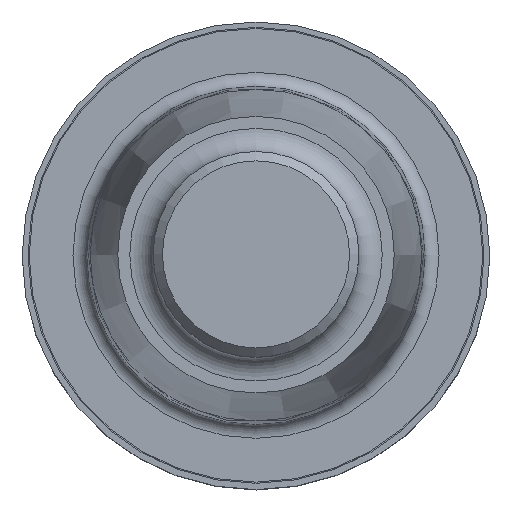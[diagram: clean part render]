
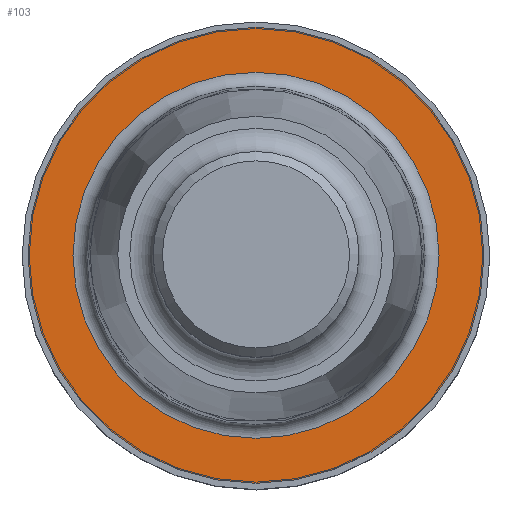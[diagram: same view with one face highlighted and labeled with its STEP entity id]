
A CAD part, top view. The second image highlights one B-rep face of the part: STEP entity #103.
In plain terms, the highlighted planar face has unit normal (0, 0, 1).
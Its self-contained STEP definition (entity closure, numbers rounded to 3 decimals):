
#66=PLANE('',#644);
#103=ADVANCED_FACE('',(#150,#151),#66,.F.);
#150=FACE_BOUND('',#187,.T.);
#151=FACE_BOUND('',#188,.T.);
#187=EDGE_LOOP('',(#235));
#188=EDGE_LOOP('',(#236));
#235=ORIENTED_EDGE('',*,*,#342,.F.);
#236=ORIENTED_EDGE('',*,*,#341,.T.);
#307=VERTEX_POINT('',#926);
#308=VERTEX_POINT('',#929);
#341=EDGE_CURVE('',#307,#307,#386,.T.);
#342=EDGE_CURVE('',#308,#308,#387,.T.);
#386=CIRCLE('',#641,3.914);
#387=CIRCLE('',#643,4.875);
#641=AXIS2_PLACEMENT_3D('',#925,#748,#749);
#643=AXIS2_PLACEMENT_3D('',#928,#752,#753);
#644=AXIS2_PLACEMENT_3D('',#930,#754,#755);
#748=DIRECTION('',(0.,0.,-1.));
#749=DIRECTION('',(-1.,0.,0.));
#752=DIRECTION('',(0.,0.,-1.));
#753=DIRECTION('',(-1.,0.,0.));
#754=DIRECTION('',(0.,0.,-1.));
#755=DIRECTION('',(-1.,0.,0.));
#925=CARTESIAN_POINT('',(0.,0.,0.));
#926=CARTESIAN_POINT('',(-3.914,0.,0.));
#928=CARTESIAN_POINT('',(0.,0.,0.));
#929=CARTESIAN_POINT('',(-4.875,0.,0.));
#930=CARTESIAN_POINT('',(0.,3.914,0.));
